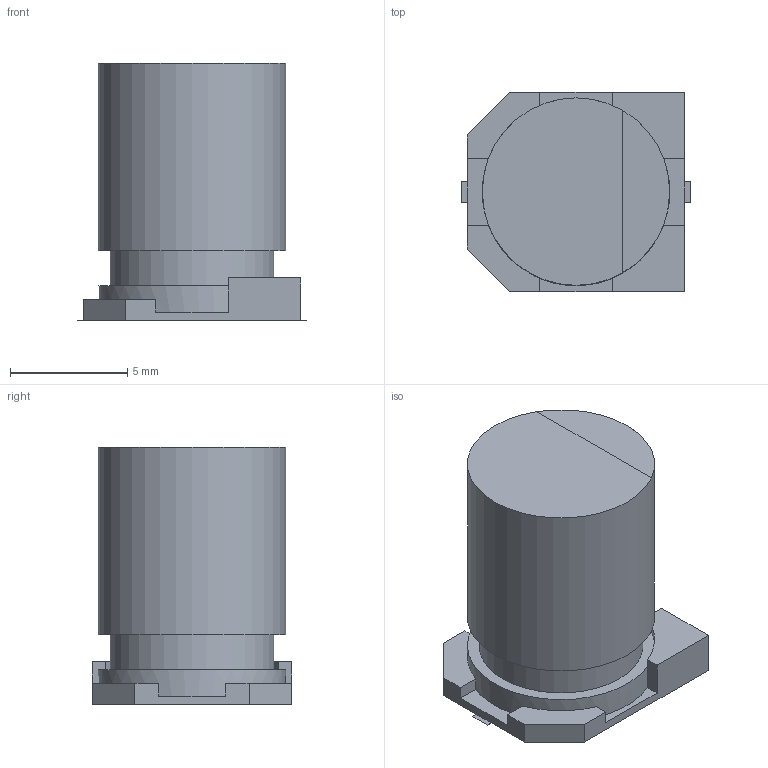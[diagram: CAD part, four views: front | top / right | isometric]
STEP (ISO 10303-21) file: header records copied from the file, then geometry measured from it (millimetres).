
FILE_DESCRIPTION(('Open CASCADE Model'),'2;1');
FILE_NAME('Open CASCADE Shape Model','2018-04-15T12:44:41',('Author'),( 'Open CASCADE'),'Open CASCADE STEP processor 6.8','Open CASCADE 6.8' ,'Unknown');
FILE_SCHEMA(('AUTOMOTIVE_DESIGN_CC2 { 1 2 10303 214 -1 1 5 4 }'));
Length unit declared in the file: millimetre
Products named in the file (8): CAPAE9883X110N.step; base; Open CASCADE STEP translator 6.8 20.1.1; cylinder; Open CASCADE STEP translator 6.8 20.2.1; mark; Open CASCADE STEP translator 6.8 20.3.1; lead
Assembly tree (8 placements, depth 3):
  CAPAE9883X110N.step
    base
      Open CASCADE STEP translator 6.8 20.1.1
    cylinder
      Open CASCADE STEP translator 6.8 20.2.1
    mark
      Open CASCADE STEP translator 6.8 20.3.1
    lead  x2
Bounding box: 9.75 x 8.5 x 11 mm (x, y, z)
Volume: 565.4 mm3; surface area: 614.3 mm2
Topology: 4 solids, 5 shells, 70 faces, 153 edges, 94 vertices
Faces by surface type: plane 57, cylinder 13
Full cylindrical faces by diameter (mm): 7 x1, 8 x1
Entity records: 3728 total; most frequent: DIRECTION 599, CARTESIAN_POINT 591, LINE 347, VECTOR 347, ORIENTED_EDGE 279, PCURVE 279, DEFINITIONAL_REPRESENTATION 279, EDGE_CURVE 141
